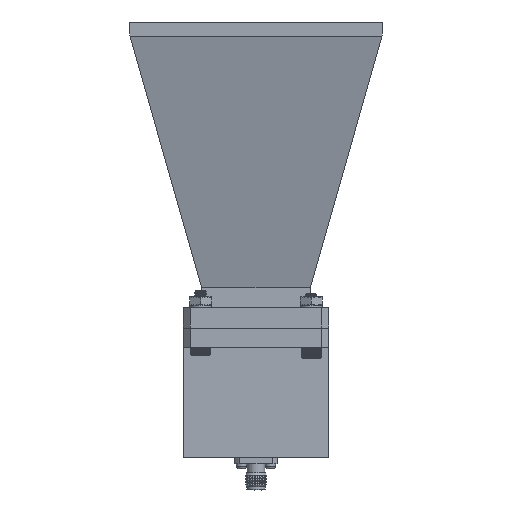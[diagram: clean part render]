
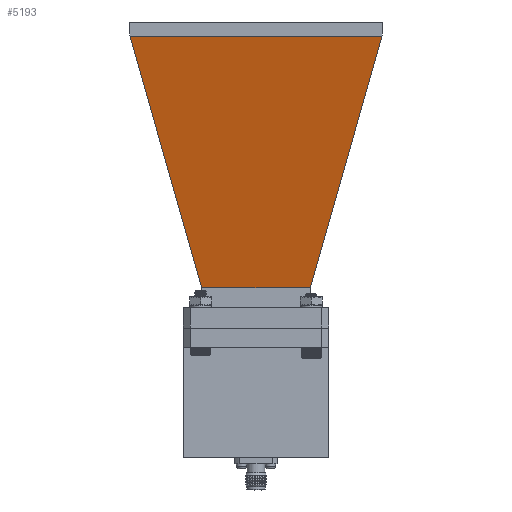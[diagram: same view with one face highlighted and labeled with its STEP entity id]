
A CAD part, front view. The second image highlights one B-rep face of the part: STEP entity #5193.
In plain terms, the highlighted face is planar.
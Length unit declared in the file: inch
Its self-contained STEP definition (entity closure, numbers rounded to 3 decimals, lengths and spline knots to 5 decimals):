
#122 = VERTEX_POINT ( 'NONE', #9555 ) ;
#129 = VERTEX_POINT ( 'NONE', #7495 ) ;
#215 = CARTESIAN_POINT ( 'NONE',  ( -0.37303, -0.62884, 1.95443 ) ) ;
#402 = LINE ( 'NONE', #5018, #12245 ) ;
#403 = VECTOR ( 'NONE', #11413, 39.37008 ) ;
#914 = VECTOR ( 'NONE', #8732, 39.37008 ) ;
#1370 = LINE ( 'NONE', #215, #13181 ) ;
#1600 = LINE ( 'NONE', #6275, #914 ) ;
#1608 = DIRECTION ( 'NONE',  ( -0.226, -0.267, 0.937 ) ) ;
#1636 = EDGE_CURVE ( 'NONE', #3922, #2519, #402, .T. ) ;
#2125 = DIRECTION ( 'NONE',  ( -0.235, 0., 0.972 ) ) ;
#2440 = ORIENTED_EDGE ( 'NONE', *, *, #6901, .T. ) ;
#2471 = CARTESIAN_POINT ( 'NONE',  ( -1.07672, 1.4586, 4.86585 ) ) ;
#2519 = VERTEX_POINT ( 'NONE', #2471 ) ;
#3516 = CARTESIAN_POINT ( 'NONE',  ( -0.73955, 0., 3.47087 ) ) ;
#3593 = DIRECTION ( 'NONE',  ( -0.972, 0., -0.235 ) ) ;
#3922 = VERTEX_POINT ( 'NONE', #9470 ) ;
#4358 = AXIS2_PLACEMENT_3D ( 'NONE', #3516, #3593, #2125 ) ;
#4995 = EDGE_CURVE ( 'NONE', #2519, #122, #1600, .T. ) ;
#5018 = CARTESIAN_POINT ( 'NONE',  ( -1.07672, 0., 4.86585 ) ) ;
#5093 = DIRECTION ( 'NONE',  ( 0., 1., 0. ) ) ;
#5193 = ADVANCED_FACE ( 'NONE', ( #5656 ), #8180, .T. ) ;
#5656 = FACE_OUTER_BOUND ( 'NONE', #12876, .T. ) ;
#6275 = CARTESIAN_POINT ( 'NONE',  ( -1.07672, 1.4586, 4.86585 ) ) ;
#6304 = ORIENTED_EDGE ( 'NONE', *, *, #8513, .T. ) ;
#6901 = EDGE_CURVE ( 'NONE', #122, #129, #7875, .T. ) ;
#7495 = CARTESIAN_POINT ( 'NONE',  ( -0.37303, -0.62884, 1.95443 ) ) ;
#7875 = LINE ( 'NONE', #13625, #403 ) ;
#8180 = PLANE ( 'NONE',  #4358 ) ;
#8513 = EDGE_CURVE ( 'NONE', #129, #3922, #1370, .T. ) ;
#8732 = DIRECTION ( 'NONE',  ( 0.226, -0.267, -0.937 ) ) ;
#9470 = CARTESIAN_POINT ( 'NONE',  ( -1.07672, -1.4586, 4.86585 ) ) ;
#9555 = CARTESIAN_POINT ( 'NONE',  ( -0.37303, 0.62884, 1.95443 ) ) ;
#11413 = DIRECTION ( 'NONE',  ( 0., -1., 0. ) ) ;
#12245 = VECTOR ( 'NONE', #5093, 39.37008 ) ;
#12876 = EDGE_LOOP ( 'NONE', ( #2440, #6304, #14182, #14247 ) ) ;
#13181 = VECTOR ( 'NONE', #1608, 39.37008 ) ;
#13625 = CARTESIAN_POINT ( 'NONE',  ( -0.37303, 0., 1.95443 ) ) ;
#14182 = ORIENTED_EDGE ( 'NONE', *, *, #1636, .T. ) ;
#14247 = ORIENTED_EDGE ( 'NONE', *, *, #4995, .T. ) ;
